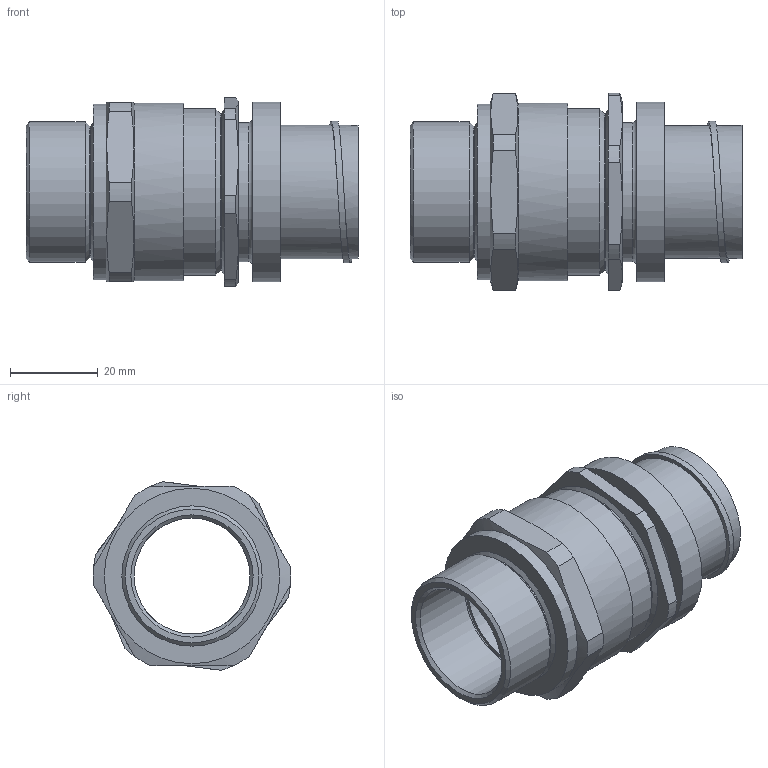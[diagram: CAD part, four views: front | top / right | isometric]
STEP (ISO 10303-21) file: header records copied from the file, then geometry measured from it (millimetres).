
FILE_DESCRIPTION (( 'STEP AP203' ), '1' );
FILE_NAME ('32A2FFC1RA0C280.STEP', '2017-09-20T14:16:19', ( '' ), ( '' ), 'SwSTEP 2.0', 'SolidWorks 2017', '' );
FILE_SCHEMA (( 'CONFIG_CONTROL_DESIGN' ));
Length unit declared in the file: millimetre
Products named in the file (1): 32A2FFC1RA0C280
Bounding box: 75.78 x 45.08 x 43.09 mm (x, y, z)
Surface area: 22537.1 mm2 (no closed solid volume)
Topology: 0 solids, 4 shells, 69 faces, 163 edges, 104 vertices
Faces by surface type: cylinder 25, plane 24, cone 15, bspline 3, torus 2
Full cylindrical faces by diameter (mm): 26.4 x1, 26.5 x1, 28.4 x1, 29.971 x1, 30.4 x1, 31.8 x1, 32 x1, 35.718 x1, 38 x2, 40 x1, 40.55 x1, 41 x1
Entity records: 2259 total; most frequent: CARTESIAN_POINT 743, DIRECTION 304, ORIENTED_EDGE 256, AXIS2_PLACEMENT_3D 133, EDGE_CURVE 132, EDGE_LOOP 104, VERTEX_POINT 98, FACE_OUTER_BOUND 84
